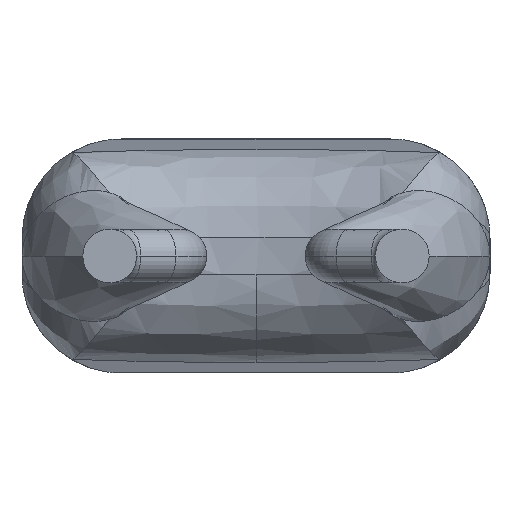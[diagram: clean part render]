
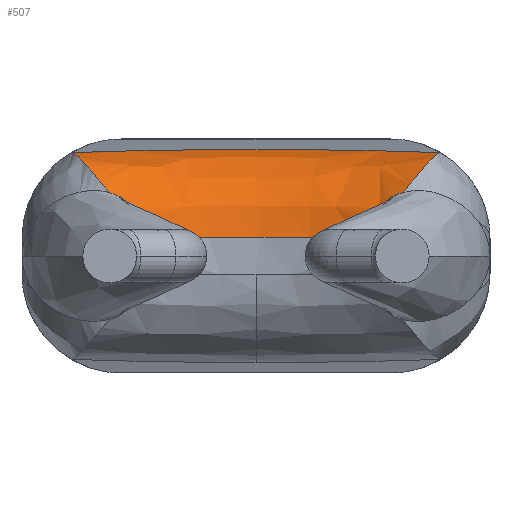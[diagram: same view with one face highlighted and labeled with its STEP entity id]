
A CAD part, front view. The second image highlights one B-rep face of the part: STEP entity #507.
In plain terms, the highlighted free-form (B-spline) face has degree [3, 2] with [6, 3] control points.
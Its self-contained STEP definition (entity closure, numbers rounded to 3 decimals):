
#10 = CARTESIAN_POINT ( 'NONE',  ( -1.185, 1.645, 0.529 ) ) ;
#46 = CARTESIAN_POINT ( 'NONE',  ( 1.297, 1.464, 0.839 ) ) ;
#62 = VERTEX_POINT ( 'NONE', #2163 ) ;
#73 = CARTESIAN_POINT ( 'NONE',  ( 1.253, 1.621, 0.541 ) ) ;
#74 =( BOUNDED_SURFACE ( )  B_SPLINE_SURFACE ( 3, 2, ( 
 ( #2029, #2038, #1471 ),
 ( #77, #1148, #782 ),
 ( #970, #1506, #403 ),
 ( #1478, #1669, #438 ),
 ( #1705, #587, #1858 ),
 ( #1864, #46, #1305 ) ),
 .UNSPECIFIED., .F., .F., .F. ) 
 B_SPLINE_SURFACE_WITH_KNOTS ( ( 4, 2, 4 ),
 ( 3, 3 ),
 ( 2.643, 3.141, 3.64 ),
 ( 0., 1. ),
 .UNSPECIFIED. ) 
 GEOMETRIC_REPRESENTATION_ITEM ( )  RATIONAL_B_SPLINE_SURFACE ( (
 ( 1., 0.728, 1.),
 ( 1., 0.73, 1.),
 ( 1., 0.731, 1.),
 ( 1., 0.731, 1.),
 ( 1., 0.73, 1.),
 ( 1., 0.728, 1.) ) ) 
 REPRESENTATION_ITEM ( '' )  SURFACE ( )  );
#77 = CARTESIAN_POINT ( 'NONE',  ( -0.888, 1.687, 0.152 ) ) ;
#81 = B_SPLINE_CURVE_WITH_KNOTS ( 'NONE', 3,
 ( #426, #1878, #437, #1703, #969, #1886 ),
 .UNSPECIFIED., .F., .F.,
 ( 4, 2, 4 ),
 ( 0., 0., 0.001 ),
 .UNSPECIFIED. ) ;
#85 = B_SPLINE_CURVE_WITH_KNOTS ( 'NONE', 3,
 ( #1366, #1946, #1402, #1207, #856, #1586 ),
 .UNSPECIFIED., .F., .F.,
 ( 4, 2, 4 ),
 ( 0., 0., 0.001 ),
 .UNSPECIFIED. ) ;
#149 = EDGE_CURVE ( 'NONE', #1057, #915, #81, .T. ) ;
#169 = CARTESIAN_POINT ( 'NONE',  ( 0.99, 1.627, 0.314 ) ) ;
#215 = CARTESIAN_POINT ( 'NONE',  ( 0.963, 1.628, 0.248 ) ) ;
#260 = CARTESIAN_POINT ( 'NONE',  ( -0.963, 1.628, 0.248 ) ) ;
#263 = B_SPLINE_CURVE_WITH_KNOTS ( 'NONE', 3,
 ( #2310, #169, #357, #1957, #691, #539 ),
 .UNSPECIFIED., .F., .F.,
 ( 4, 2, 4 ),
 ( 0., 0., 0.001 ),
 .UNSPECIFIED. ) ;
#274 = EDGE_CURVE ( 'NONE', #1911, #1057, #263, .T. ) ;
#290 = EDGE_CURVE ( 'NONE', #62, #1823, #1726, .T. ) ;
#320 = CARTESIAN_POINT ( 'NONE',  ( -0.565, 2.635, 0.92 ) ) ;
#357 = CARTESIAN_POINT ( 'NONE',  ( 1.025, 1.633, 0.377 ) ) ;
#380 = CARTESIAN_POINT ( 'NONE',  ( 1.568, 2.118, 0.884 ) ) ;
#403 = CARTESIAN_POINT ( 'NONE',  ( -0.57, 2.498, 0.91 ) ) ;
#426 = CARTESIAN_POINT ( 'NONE',  ( 1.253, 1.621, 0.541 ) ) ;
#437 = CARTESIAN_POINT ( 'NONE',  ( 1.398, 1.708, 0.717 ) ) ;
#438 = CARTESIAN_POINT ( 'NONE',  ( 0.567, 2.499, 0.91 ) ) ;
#507 = ADVANCED_FACE ( 'NONE', ( #566 ), #74, .T. ) ;
#539 = CARTESIAN_POINT ( 'NONE',  ( 1.253, 1.621, 0.541 ) ) ;
#566 = FACE_OUTER_BOUND ( 'NONE', #2271, .T. ) ;
#587 = CARTESIAN_POINT ( 'NONE',  ( 0.903, 1.683, 0.854 ) ) ;
#603 = EDGE_CURVE ( 'NONE', #1771, #62, #2166, .T. ) ;
#627 = CARTESIAN_POINT ( 'NONE',  ( -1.568, 2.118, 0.884 ) ) ;
#652 = VERTEX_POINT ( 'NONE', #627 ) ;
#691 = CARTESIAN_POINT ( 'NONE',  ( 1.185, 1.645, 0.529 ) ) ;
#719 = CARTESIAN_POINT ( 'NONE',  ( -0.872, 1.654, 0.149 ) ) ;
#722 = EDGE_CURVE ( 'NONE', #652, #915, #1998, .T. ) ;
#723 = CARTESIAN_POINT ( 'NONE',  ( -1.12, 1.642, 0.485 ) ) ;
#767 = ORIENTED_EDGE ( 'NONE', *, *, #1208, .T. ) ;
#782 = CARTESIAN_POINT ( 'NONE',  ( -1.137, 2.354, 0.9 ) ) ;
#831 = ORIENTED_EDGE ( 'NONE', *, *, #886, .F. ) ;
#843 = CARTESIAN_POINT ( 'NONE',  ( 1.568, 2.118, 0.884 ) ) ;
#855 = EDGE_CURVE ( 'NONE', #1823, #1712, #1172, .T. ) ;
#856 = CARTESIAN_POINT ( 'NONE',  ( -1.332, 1.647, 0.63 ) ) ;
#859 = CARTESIAN_POINT ( 'NONE',  ( -0.902, 1.643, 0.182 ) ) ;
#886 = EDGE_CURVE ( 'NONE', #1911, #1771, #2205, .T. ) ;
#900 = CARTESIAN_POINT ( 'NONE',  ( -0.932, 1.635, 0.215 ) ) ;
#910 = ORIENTED_EDGE ( 'NONE', *, *, #274, .T. ) ;
#915 = VERTEX_POINT ( 'NONE', #380 ) ;
#969 = CARTESIAN_POINT ( 'NONE',  ( 1.551, 1.998, 0.876 ) ) ;
#970 = CARTESIAN_POINT ( 'NONE',  ( -0.445, 1.8, 0.162 ) ) ;
#979 = CARTESIAN_POINT ( 'NONE',  ( -0.872, 1.654, 0.149 ) ) ;
#1057 = VERTEX_POINT ( 'NONE', #73 ) ;
#1078 = CARTESIAN_POINT ( 'NONE',  ( -0.99, 1.627, 0.314 ) ) ;
#1089 = CARTESIAN_POINT ( 'NONE',  ( -0.963, 1.628, 0.248 ) ) ;
#1091 = CARTESIAN_POINT ( 'NONE',  ( 0.902, 1.643, 0.182 ) ) ;
#1148 = CARTESIAN_POINT ( 'NONE',  ( -0.905, 1.682, 0.854 ) ) ;
#1172 = B_SPLINE_CURVE_WITH_KNOTS ( 'NONE', 3,
 ( #1617, #1078, #1611, #723, #10, #1975 ),
 .UNSPECIFIED., .F., .F.,
 ( 4, 2, 4 ),
 ( 0., 0., 0.001 ),
 .UNSPECIFIED. ) ;
#1196 = CARTESIAN_POINT ( 'NONE',  ( 0.302, 1.851, 0.166 ) ) ;
#1197 = ORIENTED_EDGE ( 'NONE', *, *, #855, .F. ) ;
#1207 = CARTESIAN_POINT ( 'NONE',  ( -1.399, 1.709, 0.717 ) ) ;
#1208 = EDGE_CURVE ( 'NONE', #652, #1712, #85, .T. ) ;
#1274 = CARTESIAN_POINT ( 'NONE',  ( 0.872, 1.654, 0.149 ) ) ;
#1276 = ORIENTED_EDGE ( 'NONE', *, *, #603, .F. ) ;
#1305 = CARTESIAN_POINT ( 'NONE',  ( 1.634, 2.083, 0.882 ) ) ;
#1366 = CARTESIAN_POINT ( 'NONE',  ( -1.568, 2.118, 0.884 ) ) ;
#1402 = CARTESIAN_POINT ( 'NONE',  ( -1.509, 1.885, 0.84 ) ) ;
#1471 = CARTESIAN_POINT ( 'NONE',  ( -1.637, 2.082, 0.881 ) ) ;
#1478 = CARTESIAN_POINT ( 'NONE',  ( 0.443, 1.8, 0.162 ) ) ;
#1506 = CARTESIAN_POINT ( 'NONE',  ( -0.453, 1.8, 0.862 ) ) ;
#1519 = CARTESIAN_POINT ( 'NONE',  ( 0.872, 1.654, 0.149 ) ) ;
#1586 = CARTESIAN_POINT ( 'NONE',  ( -1.253, 1.621, 0.541 ) ) ;
#1608 = ORIENTED_EDGE ( 'NONE', *, *, #290, .F. ) ;
#1611 = CARTESIAN_POINT ( 'NONE',  ( -1.025, 1.633, 0.377 ) ) ;
#1617 = CARTESIAN_POINT ( 'NONE',  ( -0.963, 1.628, 0.248 ) ) ;
#1669 = CARTESIAN_POINT ( 'NONE',  ( 0.451, 1.8, 0.862 ) ) ;
#1703 = CARTESIAN_POINT ( 'NONE',  ( 1.508, 1.884, 0.84 ) ) ;
#1705 = CARTESIAN_POINT ( 'NONE',  ( 0.886, 1.688, 0.152 ) ) ;
#1712 = VERTEX_POINT ( 'NONE', #1792 ) ;
#1726 = B_SPLINE_CURVE_WITH_KNOTS ( 'NONE', 3,
 ( #719, #859, #900, #1089 ),
 .UNSPECIFIED., .F., .F.,
 ( 4, 4 ),
 ( 0., 0. ),
 .UNSPECIFIED. ) ;
#1771 = VERTEX_POINT ( 'NONE', #1816 ) ;
#1792 = CARTESIAN_POINT ( 'NONE',  ( -1.253, 1.621, 0.541 ) ) ;
#1796 = ORIENTED_EDGE ( 'NONE', *, *, #149, .T. ) ;
#1807 = CARTESIAN_POINT ( 'NONE',  ( 0.963, 1.628, 0.248 ) ) ;
#1816 = CARTESIAN_POINT ( 'NONE',  ( 0.872, 1.654, 0.149 ) ) ;
#1823 = VERTEX_POINT ( 'NONE', #260 ) ;
#1858 = CARTESIAN_POINT ( 'NONE',  ( 1.135, 2.354, 0.9 ) ) ;
#1864 = CARTESIAN_POINT ( 'NONE',  ( 1.276, 1.476, 0.133 ) ) ;
#1878 = CARTESIAN_POINT ( 'NONE',  ( 1.332, 1.647, 0.63 ) ) ;
#1886 = CARTESIAN_POINT ( 'NONE',  ( 1.568, 2.118, 0.884 ) ) ;
#1911 = VERTEX_POINT ( 'NONE', #215 ) ;
#1933 = ORIENTED_EDGE ( 'NONE', *, *, #722, .F. ) ;
#1935 = CARTESIAN_POINT ( 'NONE',  ( -1.568, 2.118, 0.884 ) ) ;
#1946 = CARTESIAN_POINT ( 'NONE',  ( -1.551, 1.998, 0.876 ) ) ;
#1957 = CARTESIAN_POINT ( 'NONE',  ( 1.12, 1.642, 0.485 ) ) ;
#1975 = CARTESIAN_POINT ( 'NONE',  ( -1.253, 1.621, 0.541 ) ) ;
#1998 =( BOUNDED_CURVE ( )  B_SPLINE_CURVE ( 3, ( #1935, #320, #2308, #843 ),
 .UNSPECIFIED., .F., .F. ) 
 B_SPLINE_CURVE_WITH_KNOTS ( ( 4, 4 ),
 ( 2.666, 3.618 ),
 .UNSPECIFIED. ) 
 CURVE ( )  GEOMETRIC_REPRESENTATION_ITEM ( )  RATIONAL_B_SPLINE_CURVE ( ( 1., 0.926, 0.926, 1. ) ) 
 REPRESENTATION_ITEM ( '' )  );
#1999 = CARTESIAN_POINT ( 'NONE',  ( 0.932, 1.635, 0.215 ) ) ;
#2029 = CARTESIAN_POINT ( 'NONE',  ( -1.278, 1.475, 0.133 ) ) ;
#2038 = CARTESIAN_POINT ( 'NONE',  ( -1.298, 1.463, 0.839 ) ) ;
#2085 = CARTESIAN_POINT ( 'NONE',  ( -0.302, 1.851, 0.166 ) ) ;
#2163 = CARTESIAN_POINT ( 'NONE',  ( -0.872, 1.654, 0.149 ) ) ;
#2166 =( BOUNDED_CURVE ( )  B_SPLINE_CURVE ( 3, ( #1519, #1196, #2085, #979 ),
 .UNSPECIFIED., .F., .T. ) 
 B_SPLINE_CURVE_WITH_KNOTS ( ( 4, 4 ),
 ( 2.809, 3.474 ),
 .UNSPECIFIED. ) 
 CURVE ( )  GEOMETRIC_REPRESENTATION_ITEM ( )  RATIONAL_B_SPLINE_CURVE ( ( 1., 0.963, 0.963, 1. ) ) 
 REPRESENTATION_ITEM ( '' )  );
#2205 = B_SPLINE_CURVE_WITH_KNOTS ( 'NONE', 3,
 ( #1807, #1999, #1091, #1274 ),
 .UNSPECIFIED., .F., .F.,
 ( 4, 4 ),
 ( 0.001, 0.001 ),
 .UNSPECIFIED. ) ;
#2271 = EDGE_LOOP ( 'NONE', ( #1933, #767, #1197, #1608, #1276, #831, #910, #1796 ) ) ;
#2308 = CARTESIAN_POINT ( 'NONE',  ( 0.565, 2.635, 0.92 ) ) ;
#2310 = CARTESIAN_POINT ( 'NONE',  ( 0.963, 1.628, 0.248 ) ) ;
